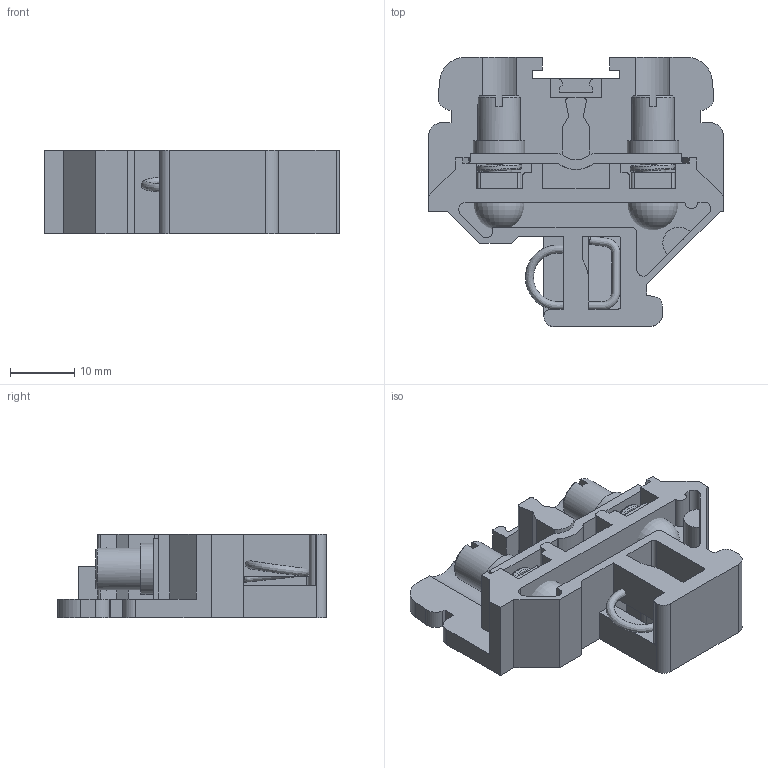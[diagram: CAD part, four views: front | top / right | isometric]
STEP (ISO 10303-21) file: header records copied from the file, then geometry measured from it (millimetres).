
FILE_DESCRIPTION(/* description */ ('Unknown'),/* implementation_level */ '2;1');
FILE_NAME(/* name */ 'CATM4NVS11_3D',/* time_stamp */ '2023-01-27T12:27:11+06:00',/* author */ ('Unknown'),/* organization */ ('Unknown'),/* preprocessor_version */ 'ST-DEVELOPER v16.7',/* originating_system */ 'Solid Edge',/* authorisation */ 'Unknown');
FILE_SCHEMA (('AUTOMOTIVE_DESIGN {1 0 10303 214 3 1 1}'));
Length unit declared in the file: millimetre
Products named in the file (7): 1CATM4NVS11; 6CATM4NVS11H; 41TE1CSTSSP; 8CATM4NVC; 52LFCATM4W; 51BQKATM4NV; 51NRKATM4NV
Assembly tree (9 placements, depth 2):
  1CATM4NVS11
    6CATM4NVS11H
    41TE1CSTSSP
    8CATM4NVC
    52LFCATM4W  x2
    51BQKATM4NV  x2
    51NRKATM4NV  x2
Bounding box: 46 x 42 x 13 mm (x, y, z)
Volume: 9898.8 mm3; surface area: 9602.5 mm2
Topology: 9 solids, 9 shells, 266 faces, 732 edges, 487 vertices
Faces by surface type: plane 162, cylinder 75, cone 14, bspline 13, torus 2
Full cylindrical faces by diameter (mm): 3.242 x2, 4 x6, 4.3 x2, 6.6 x2, 8 x2
Entity records: 8827 total; most frequent: CARTESIAN_POINT 2707, ORIENTED_EDGE 1200, DIRECTION 1161, EDGE_CURVE 600, LINE 437, VECTOR 437, VERTEX_POINT 406, AXIS2_PLACEMENT_3D 362
